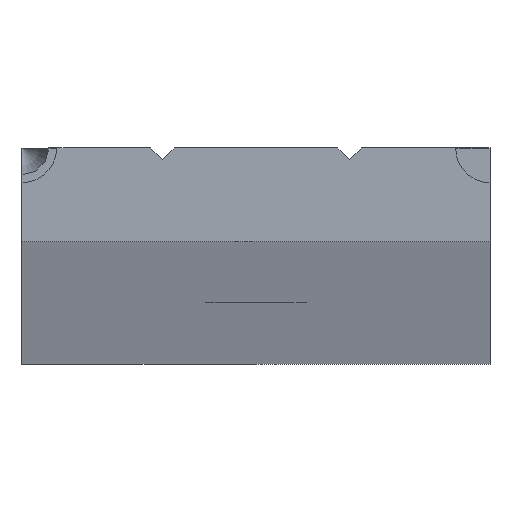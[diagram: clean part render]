
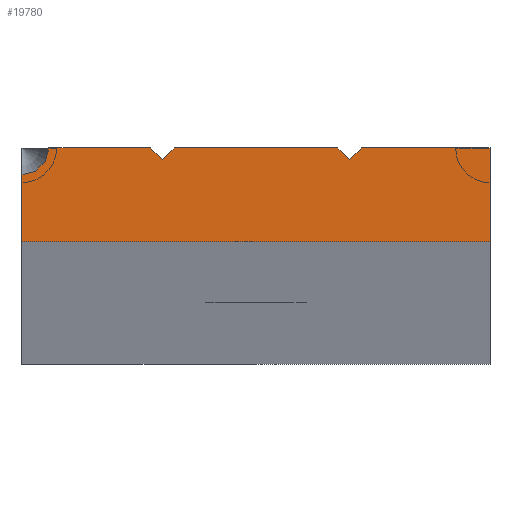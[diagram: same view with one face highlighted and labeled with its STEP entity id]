
A CAD part, top view. The second image highlights one B-rep face of the part: STEP entity #19780.
In plain terms, the highlighted planar face has unit normal (0, 0, 1).
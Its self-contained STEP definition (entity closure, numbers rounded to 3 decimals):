
#66 = LINE ( 'NONE', #23479, #22736 ) ;
#651 = FACE_OUTER_BOUND ( 'NONE', #15194, .T. ) ;
#1097 = DIRECTION ( 'NONE',  ( -1., 0., 0. ) ) ;
#1355 = LINE ( 'NONE', #22942, #7960 ) ;
#1449 = CARTESIAN_POINT ( 'NONE',  ( -20., 4., 3000. ) ) ;
#1894 = CARTESIAN_POINT ( 'NONE',  ( 8., 3., 3000. ) ) ;
#1949 = VERTEX_POINT ( 'NONE', #3754 ) ;
#2242 = EDGE_CURVE ( 'NONE', #23856, #18161, #66, .T. ) ;
#2322 = EDGE_CURVE ( 'NONE', #3789, #1949, #12360, .T. ) ;
#2459 = CARTESIAN_POINT ( 'NONE',  ( 20., 4., 3000. ) ) ;
#2604 = ORIENTED_EDGE ( 'NONE', *, *, #7206, .T. ) ;
#3465 = DIRECTION ( 'NONE',  ( -1., 0., 0. ) ) ;
#3754 = CARTESIAN_POINT ( 'NONE',  ( 9., 4., 3000. ) ) ;
#3789 = VERTEX_POINT ( 'NONE', #2459 ) ;
#3981 = DIRECTION ( 'NONE',  ( -1., 0., 0. ) ) ;
#4104 = ORIENTED_EDGE ( 'NONE', *, *, #15872, .F. ) ;
#4595 = LINE ( 'NONE', #16365, #22873 ) ;
#4629 = ORIENTED_EDGE ( 'NONE', *, *, #6603, .T. ) ;
#4887 = DIRECTION ( 'NONE',  ( 0., 0., -1. ) ) ;
#4950 = VERTEX_POINT ( 'NONE', #25233 ) ;
#5036 = ORIENTED_EDGE ( 'NONE', *, *, #2322, .T. ) ;
#5146 = CARTESIAN_POINT ( 'NONE',  ( -9., 4., 3000. ) ) ;
#5189 = CARTESIAN_POINT ( 'NONE',  ( 20., -4., 3000. ) ) ;
#5565 = DIRECTION ( 'NONE',  ( -1., 0., 0. ) ) ;
#6603 = EDGE_CURVE ( 'NONE', #16609, #3789, #11225, .T. ) ;
#6823 = VERTEX_POINT ( 'NONE', #20658 ) ;
#7206 = EDGE_CURVE ( 'NONE', #6823, #26169, #4595, .T. ) ;
#7300 = EDGE_CURVE ( 'NONE', #23856, #4950, #11203, .T. ) ;
#7667 = ORIENTED_EDGE ( 'NONE', *, *, #7300, .F. ) ;
#7960 = VECTOR ( 'NONE', #24879, 1000. ) ;
#8074 = CARTESIAN_POINT ( 'NONE',  ( 8., 3., 3000. ) ) ;
#8891 = ORIENTED_EDGE ( 'NONE', *, *, #15316, .F. ) ;
#8932 = CIRCLE ( 'NONE', #25737, 2.298 ) ;
#9313 = ORIENTED_EDGE ( 'NONE', *, *, #2242, .T. ) ;
#9853 = VERTEX_POINT ( 'NONE', #21180 ) ;
#9947 = VECTOR ( 'NONE', #13093, 1000. ) ;
#10221 = AXIS2_PLACEMENT_3D ( 'NONE', #19116, #4887, #1097 ) ;
#10276 = EDGE_CURVE ( 'NONE', #18635, #9853, #1355, .T. ) ;
#11203 = LINE ( 'NONE', #22295, #19351 ) ;
#11225 = LINE ( 'NONE', #5189, #21302 ) ;
#11923 = EDGE_CURVE ( 'NONE', #6823, #18086, #11957, .T. ) ;
#11957 = LINE ( 'NONE', #8074, #24903 ) ;
#12360 = LINE ( 'NONE', #21507, #21166 ) ;
#13093 = DIRECTION ( 'NONE',  ( 0.707, 0.707, 0. ) ) ;
#13504 = CARTESIAN_POINT ( 'NONE',  ( -7., 4., 3000. ) ) ;
#13678 = DIRECTION ( 'NONE',  ( 1., 0., 0. ) ) ;
#13852 = CARTESIAN_POINT ( 'NONE',  ( -20., -4., 3000. ) ) ;
#14289 = DIRECTION ( 'NONE',  ( -1., 0., 0. ) ) ;
#15178 = CARTESIAN_POINT ( 'NONE',  ( -8., 3., 3000. ) ) ;
#15194 = EDGE_LOOP ( 'NONE', ( #2604, #17514, #7667, #9313, #4104, #24128, #17144, #4629, #5036, #8891, #24592 ) ) ;
#15316 = EDGE_CURVE ( 'NONE', #18086, #1949, #15924, .T. ) ;
#15872 = EDGE_CURVE ( 'NONE', #18635, #18161, #8932, .T. ) ;
#15924 = LINE ( 'NONE', #23328, #22228 ) ;
#16264 = DIRECTION ( 'NONE',  ( 0.707, -0.707, 0. ) ) ;
#16365 = CARTESIAN_POINT ( 'NONE',  ( -20., 4., 3000. ) ) ;
#16609 = VERTEX_POINT ( 'NONE', #20222 ) ;
#17144 = ORIENTED_EDGE ( 'NONE', *, *, #24560, .T. ) ;
#17514 = ORIENTED_EDGE ( 'NONE', *, *, #25533, .F. ) ;
#17959 = DIRECTION ( 'NONE',  ( 0.707, -0.707, 0. ) ) ;
#18086 = VERTEX_POINT ( 'NONE', #1894 ) ;
#18161 = VERTEX_POINT ( 'NONE', #20710 ) ;
#18294 = DIRECTION ( 'NONE',  ( 0., 0., 1. ) ) ;
#18635 = VERTEX_POINT ( 'NONE', #20598 ) ;
#19085 = VECTOR ( 'NONE', #13678, 1000. ) ;
#19116 = CARTESIAN_POINT ( 'NONE',  ( 0., 0., 3000. ) ) ;
#19351 = VECTOR ( 'NONE', #17959, 1000. ) ;
#19780 = ADVANCED_FACE ( 'NONE', ( #651 ), #25169, .F. ) ;
#20222 = CARTESIAN_POINT ( 'NONE',  ( 20., -4., 3000. ) ) ;
#20598 = CARTESIAN_POINT ( 'NONE',  ( -20., 1.702, 3000. ) ) ;
#20658 = CARTESIAN_POINT ( 'NONE',  ( 7., 4., 3000. ) ) ;
#20710 = CARTESIAN_POINT ( 'NONE',  ( -17.702, 4., 3000. ) ) ;
#21166 = VECTOR ( 'NONE', #5565, 1000. ) ;
#21180 = CARTESIAN_POINT ( 'NONE',  ( -20., -4., 3000. ) ) ;
#21302 = VECTOR ( 'NONE', #21648, 1000. ) ;
#21507 = CARTESIAN_POINT ( 'NONE',  ( -20., 4., 3000. ) ) ;
#21648 = DIRECTION ( 'NONE',  ( 0., 1., 0. ) ) ;
#22228 = VECTOR ( 'NONE', #23417, 1000. ) ;
#22295 = CARTESIAN_POINT ( 'NONE',  ( -9., 4., 3000. ) ) ;
#22736 = VECTOR ( 'NONE', #3465, 1000. ) ;
#22873 = VECTOR ( 'NONE', #14289, 1000. ) ;
#22942 = CARTESIAN_POINT ( 'NONE',  ( -20., -4., 3000. ) ) ;
#23328 = CARTESIAN_POINT ( 'NONE',  ( 9., 4., 3000. ) ) ;
#23417 = DIRECTION ( 'NONE',  ( 0.707, 0.707, 0. ) ) ;
#23479 = CARTESIAN_POINT ( 'NONE',  ( -20., 4., 3000. ) ) ;
#23546 = LINE ( 'NONE', #13852, #19085 ) ;
#23856 = VERTEX_POINT ( 'NONE', #5146 ) ;
#24128 = ORIENTED_EDGE ( 'NONE', *, *, #10276, .T. ) ;
#24560 = EDGE_CURVE ( 'NONE', #9853, #16609, #23546, .T. ) ;
#24592 = ORIENTED_EDGE ( 'NONE', *, *, #11923, .F. ) ;
#24879 = DIRECTION ( 'NONE',  ( 0., -1., 0. ) ) ;
#24903 = VECTOR ( 'NONE', #16264, 1000. ) ;
#25169 = PLANE ( 'NONE',  #10221 ) ;
#25233 = CARTESIAN_POINT ( 'NONE',  ( -8., 3., 3000. ) ) ;
#25533 = EDGE_CURVE ( 'NONE', #4950, #26169, #26044, .T. ) ;
#25737 = AXIS2_PLACEMENT_3D ( 'NONE', #1449, #18294, #3981 ) ;
#26044 = LINE ( 'NONE', #15178, #9947 ) ;
#26169 = VERTEX_POINT ( 'NONE', #13504 ) ;
